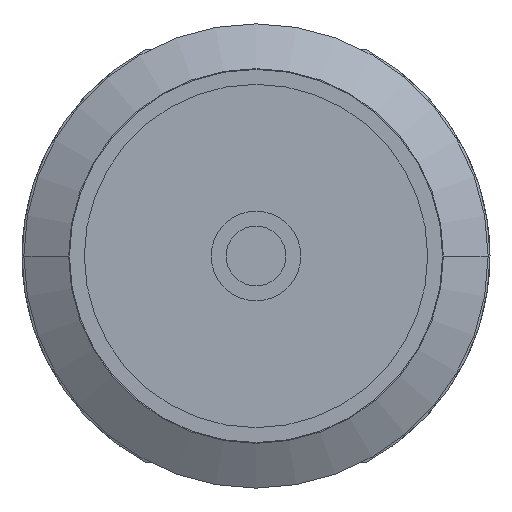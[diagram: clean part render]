
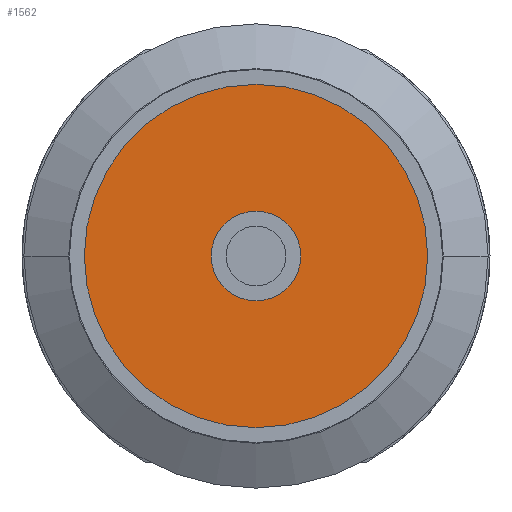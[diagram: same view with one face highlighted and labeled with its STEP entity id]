
A CAD part, left-side view. The second image highlights one B-rep face of the part: STEP entity #1562.
In plain terms, the highlighted planar face has unit normal (-1, 0, 0).
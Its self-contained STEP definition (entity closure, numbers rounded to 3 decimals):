
#1408=CARTESIAN_POINT('',(-8.12,-0.6,0.19));
#1409=VERTEX_POINT('',#1408);
#1418=CARTESIAN_POINT('',(-8.12,0.6,0.19));
#1419=VERTEX_POINT('',#1418);
#1420=CARTESIAN_POINT('',(-8.12,0.,0.19));
#1421=DIRECTION('',(1.0,0.0,0.0));
#1422=DIRECTION('',(0.0,-1.0,0.0));
#1423=AXIS2_PLACEMENT_3D('',#1420,#1421,#1422);
#1424=CIRCLE('',#1423,0.6);
#1425=EDGE_CURVE('',#1419,#1409,#1424,.T.);
#1452=CARTESIAN_POINT('',(-8.12,2.3,0.19));
#1453=VERTEX_POINT('',#1452);
#1469=CARTESIAN_POINT('',(-8.12,-2.3,0.19));
#1470=VERTEX_POINT('',#1469);
#1477=CARTESIAN_POINT('',(-8.12,0.,0.19));
#1478=DIRECTION('',(1.0,0.0,0.0));
#1479=DIRECTION('',(0.0,1.0,0.0));
#1480=AXIS2_PLACEMENT_3D('',#1477,#1478,#1479);
#1481=CIRCLE('',#1480,2.3);
#1482=EDGE_CURVE('',#1470,#1453,#1481,.T.);
#1493=CARTESIAN_POINT('',(-8.12,0.,0.19));
#1494=DIRECTION('',(1.0,0.0,0.0));
#1495=DIRECTION('',(0.0,1.0,0.0));
#1496=AXIS2_PLACEMENT_3D('',#1493,#1494,#1495);
#1497=CIRCLE('',#1496,2.3);
#1498=EDGE_CURVE('',#1453,#1470,#1497,.T.);
#1525=CARTESIAN_POINT('',(-8.12,0.,0.19));
#1526=DIRECTION('',(1.0,0.0,0.0));
#1527=DIRECTION('',(0.0,-1.0,0.0));
#1528=AXIS2_PLACEMENT_3D('',#1525,#1526,#1527);
#1529=CIRCLE('',#1528,0.6);
#1530=EDGE_CURVE('',#1409,#1419,#1529,.T.);
#1549=CARTESIAN_POINT('',(-8.12,0.,0.19));
#1550=DIRECTION('',(1.0,0.0,0.0));
#1551=DIRECTION('',(0.0,0.0,1.0));
#1552=AXIS2_PLACEMENT_3D('',#1549,#1550,#1551);
#1553=PLANE('',#1552);
#1554=ORIENTED_EDGE('',*,*,#1498,.F.);
#1555=ORIENTED_EDGE('',*,*,#1482,.F.);
#1556=EDGE_LOOP('',(#1554,#1555));
#1557=FACE_OUTER_BOUND('',#1556,.T.);
#1558=ORIENTED_EDGE('',*,*,#1530,.T.);
#1559=ORIENTED_EDGE('',*,*,#1425,.T.);
#1560=EDGE_LOOP('',(#1558,#1559));
#1561=FACE_BOUND('',#1560,.T.);
#1562=ADVANCED_FACE('',(#1557,#1561),#1553,.F.);
